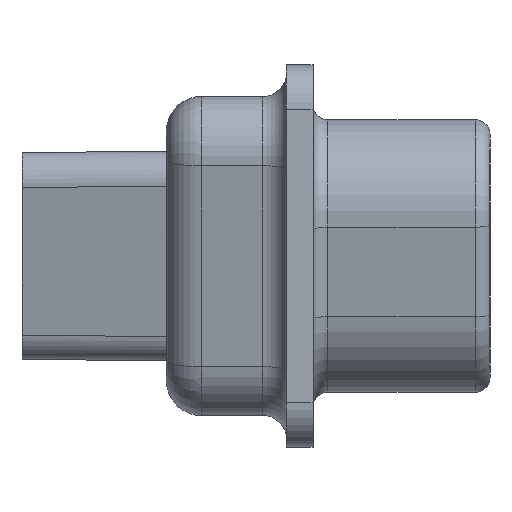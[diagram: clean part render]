
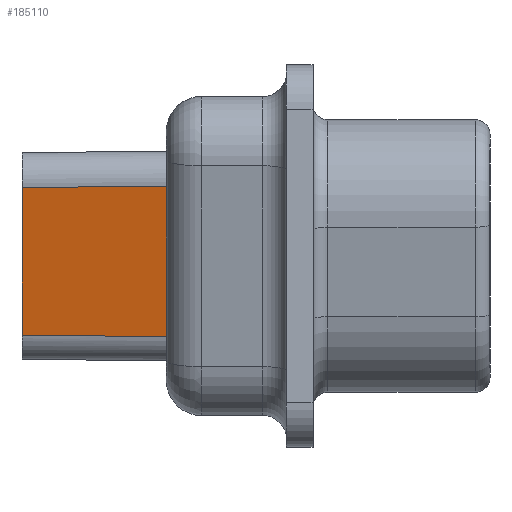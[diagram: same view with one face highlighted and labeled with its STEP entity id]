
A CAD part, left-side view. The second image highlights one B-rep face of the part: STEP entity #185110.
In plain terms, the highlighted face is planar.
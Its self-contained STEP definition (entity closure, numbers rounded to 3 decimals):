
#11760=CARTESIAN_POINT('',(-218.662,199.255,-4.31));
#11770=VERTEX_POINT('',#11760);
#11800=CARTESIAN_POINT('',(-194.125,203.803,-4.31));
#11810=DIRECTION('',(0.983,0.182,
0.));
#11820=VECTOR('',#11810,1.);
#11830=LINE('',#11800,#11820);
#11840=CARTESIAN_POINT('',(-213.574,200.198,-4.31));
#11850=VERTEX_POINT('',#11840);
#11860=EDGE_CURVE('',#11770,#11850,#11830,.T.);
#13600=CARTESIAN_POINT('',(-213.617,200.147,-9.19));
#13610=VERTEX_POINT('',#13600);
#13640=CARTESIAN_POINT('',(-194.125,203.759,-9.19));
#13650=DIRECTION('',(0.983,0.182,
0.));
#13660=VECTOR('',#13650,1.);
#13670=LINE('',#13640,#13660);
#13680=CARTESIAN_POINT('',(-218.619,199.22,-9.19));
#13690=VERTEX_POINT('',#13680);
#13700=EDGE_CURVE('',#13690,#13610,#13670,.T.);
#184900=CARTESIAN_POINT('',(-213.627,200.195,-3.59));
#184910=DIRECTION('',(-0.182,0.983,
-0.009));
#184920=DIRECTION('',(-0.983,-0.182,0.));
#184930=AXIS2_PLACEMENT_3D('',#184900,#184910,#184920);
#184940=PLANE('',#184930);
#184950=ORIENTED_EDGE('',*,*,#13700,.F.);
#184960=CARTESIAN_POINT('',(-213.537,200.243,
-0.009));
#184970=DIRECTION('',(0.009,0.01,
1.));
#184980=VECTOR('',#184970,1.);
#184990=LINE('',#184960,#184980);
#185000=EDGE_CURVE('',#13610,#11850,#184990,.T.);
#185010=ORIENTED_EDGE('',*,*,#185000,.F.);
#185020=ORIENTED_EDGE('',*,*,#11860,.T.);
#185030=CARTESIAN_POINT('',(-218.699,199.286,
-0.009));
#185040=DIRECTION('',(0.009,-0.007,
-1.));
#185050=VECTOR('',#185040,1.);
#185060=LINE('',#185030,#185050);
#185070=EDGE_CURVE('',#11770,#13690,#185060,.T.);
#185080=ORIENTED_EDGE('',*,*,#185070,.F.);
#185090=EDGE_LOOP('',(#185080,#185020,#185010,#184950));
#185100=FACE_OUTER_BOUND('',#185090,.T.);
#185110=ADVANCED_FACE('',(#185100),#184940,.T.);
